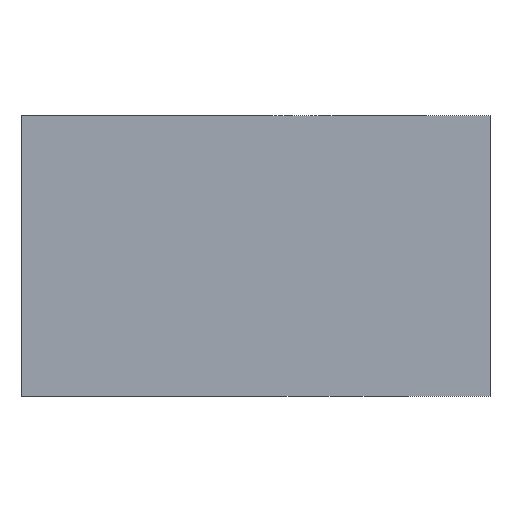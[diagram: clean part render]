
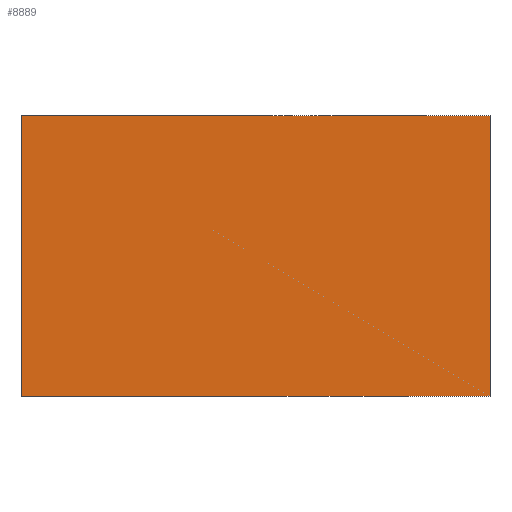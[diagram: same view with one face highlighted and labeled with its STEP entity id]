
A CAD part, left-side view. The second image highlights one B-rep face of the part: STEP entity #8889.
In plain terms, the highlighted planar face has unit normal (-1, 0, 0).
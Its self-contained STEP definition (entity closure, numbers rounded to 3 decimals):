
#528=PLANE('',#9355);
#979=FACE_OUTER_BOUND('',#1476,.T.);
#1476=EDGE_LOOP('',(#7888,#7889,#7890,#7891));
#1913=LINE('',#13907,#2764);
#2347=LINE('',#15214,#3198);
#2348=LINE('',#15216,#3199);
#2349=LINE('',#15217,#3200);
#2764=VECTOR('',#9994,10.);
#3198=VECTOR('',#11100,10.);
#3199=VECTOR('',#11101,10.);
#3200=VECTOR('',#11102,10.);
#3876=VERTEX_POINT('',#13900);
#3879=VERTEX_POINT('',#13905);
#4288=VERTEX_POINT('',#15213);
#4289=VERTEX_POINT('',#15215);
#4931=EDGE_CURVE('',#3876,#3879,#1913,.T.);
#5505=EDGE_CURVE('',#4288,#3876,#2347,.T.);
#5506=EDGE_CURVE('',#4289,#3879,#2348,.T.);
#5507=EDGE_CURVE('',#4288,#4289,#2349,.T.);
#7888=ORIENTED_EDGE('',*,*,#5505,.T.);
#7889=ORIENTED_EDGE('',*,*,#4931,.T.);
#7890=ORIENTED_EDGE('',*,*,#5506,.F.);
#7891=ORIENTED_EDGE('',*,*,#5507,.F.);
#8889=ADVANCED_FACE('',(#979),#528,.T.);
#9355=AXIS2_PLACEMENT_3D('',#15212,#11098,#11099);
#9994=DIRECTION('',(0.,0.,1.));
#11098=DIRECTION('center_axis',(-1.,0.,0.));
#11099=DIRECTION('ref_axis',(0.,-1.,0.));
#11100=DIRECTION('',(0.,-1.,0.));
#11101=DIRECTION('',(0.,-1.,0.));
#11102=DIRECTION('',(0.,0.,1.));
#13900=CARTESIAN_POINT('',(0.,0.,0.));
#13905=CARTESIAN_POINT('',(0.,0.,38.1));
#13907=CARTESIAN_POINT('',(0.,0.,0.));
#15212=CARTESIAN_POINT('Origin',(0.,63.5,0.));
#15213=CARTESIAN_POINT('',(0.,63.5,0.));
#15214=CARTESIAN_POINT('',(0.,63.5,0.));
#15215=CARTESIAN_POINT('',(0.,63.5,38.1));
#15216=CARTESIAN_POINT('',(0.,63.5,38.1));
#15217=CARTESIAN_POINT('',(0.,63.5,0.));
